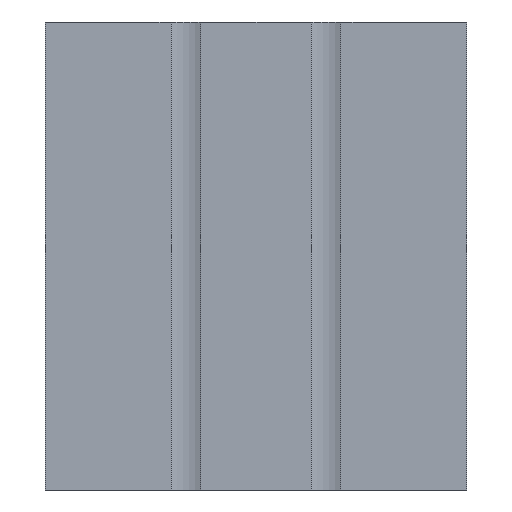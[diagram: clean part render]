
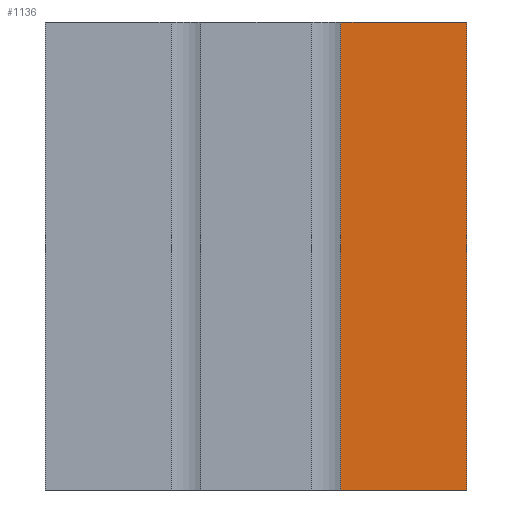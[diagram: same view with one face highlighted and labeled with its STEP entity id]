
A CAD part, front view. The second image highlights one B-rep face of the part: STEP entity #1136.
In plain terms, the highlighted planar face has unit normal (0, -1, 0).
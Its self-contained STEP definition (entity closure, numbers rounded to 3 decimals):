
#1080=CARTESIAN_POINT('',(82.11,6.158,100.0));
#1081=VERTEX_POINT('',#1080);
#1088=CARTESIAN_POINT('',(82.11,6.158,0.0));
#1089=VERTEX_POINT('',#1088);
#1090=CARTESIAN_POINT('',(82.11,6.158,0.0));
#1091=DIRECTION('',(0.0,0.0,1.0));
#1092=VECTOR('',#1091,100.0);
#1093=LINE('',#1090,#1092);
#1094=EDGE_CURVE('',#1089,#1081,#1093,.T.);
#1106=CARTESIAN_POINT('',(82.11,6.158,0.0));
#1107=DIRECTION('',(0.0,-1.0,0.0));
#1108=DIRECTION('',(0.0,0.0,-1.0));
#1109=AXIS2_PLACEMENT_3D('',#1106,#1107,#1108);
#1110=PLANE('',#1109);
#1111=CARTESIAN_POINT('',(55.26,6.158,100.0));
#1112=VERTEX_POINT('',#1111);
#1113=CARTESIAN_POINT('',(82.11,6.158,100.0));
#1114=DIRECTION('',(-1.0,0.0,0.0));
#1115=VECTOR('',#1114,26.85);
#1116=LINE('',#1113,#1115);
#1117=EDGE_CURVE('',#1081,#1112,#1116,.T.);
#1118=ORIENTED_EDGE('',*,*,#1117,.T.);
#1119=CARTESIAN_POINT('',(55.26,6.158,0.0));
#1120=VERTEX_POINT('',#1119);
#1121=CARTESIAN_POINT('',(55.26,6.158,0.0));
#1122=DIRECTION('',(0.0,0.0,1.0));
#1123=VECTOR('',#1122,100.0);
#1124=LINE('',#1121,#1123);
#1125=EDGE_CURVE('',#1120,#1112,#1124,.T.);
#1126=ORIENTED_EDGE('',*,*,#1125,.F.);
#1127=CARTESIAN_POINT('',(55.26,6.158,0.0));
#1128=DIRECTION('',(1.0,0.0,0.0));
#1129=VECTOR('',#1128,26.85);
#1130=LINE('',#1127,#1129);
#1131=EDGE_CURVE('',#1120,#1089,#1130,.T.);
#1132=ORIENTED_EDGE('',*,*,#1131,.T.);
#1133=ORIENTED_EDGE('',*,*,#1094,.T.);
#1134=EDGE_LOOP('',(#1118,#1126,#1132,#1133));
#1135=FACE_OUTER_BOUND('',#1134,.T.);
#1136=ADVANCED_FACE('',(#1135),#1110,.T.);
